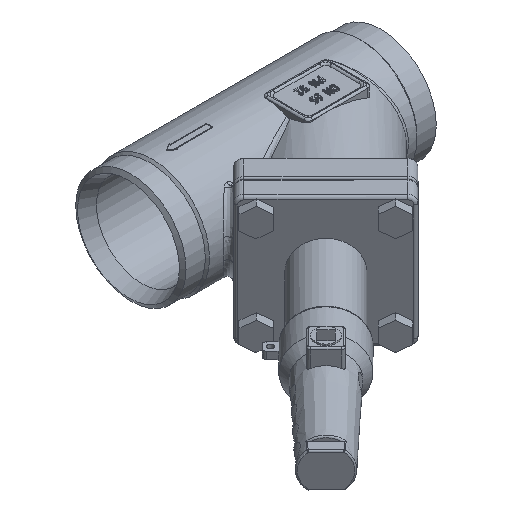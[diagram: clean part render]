
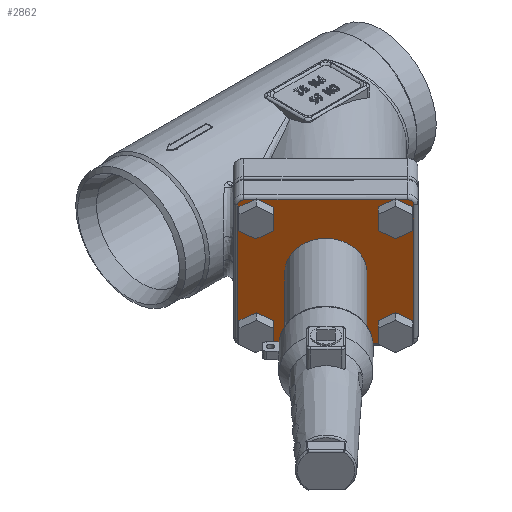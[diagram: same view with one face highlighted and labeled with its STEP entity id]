
A CAD part, isometric view. The second image highlights one B-rep face of the part: STEP entity #2862.
In plain terms, the highlighted planar face has unit normal (-0.707, -0.708, 0).
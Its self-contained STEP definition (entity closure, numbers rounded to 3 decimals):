
#1597=CARTESIAN_POINT('',(-39.606,-87.756,-20.));
#1598=VERTEX_POINT('',#1597);
#1608=CARTESIAN_POINT('',(-39.606,-87.756,0.));
#1609=DIRECTION('',(-0.707,-0.708,-0.));
#1610=DIRECTION('',(0.,0.,-1.));
#1611=AXIS2_PLACEMENT_3D('',#1608,#1609,#1610);
#1612=CIRCLE('',#1611,20.);
#1613=EDGE_CURVE('',#1598,#1598,#1612,.T.);
#1624=CARTESIAN_POINT('',(-15.544,-111.777,-27.));
#1625=VERTEX_POINT('',#1624);
#1634=CARTESIAN_POINT('',(-15.544,-111.777,-34.));
#1635=DIRECTION('',(0.707,0.708,-0.));
#1636=DIRECTION('',(0.,0.,1.));
#1637=AXIS2_PLACEMENT_3D('',#1634,#1635,#1636);
#1638=CIRCLE('',#1637,7.);
#1639=EDGE_CURVE('',#1625,#1625,#1638,.T.);
#1667=CARTESIAN_POINT('',(-63.668,-63.735,-27.));
#1668=VERTEX_POINT('',#1667);
#1677=CARTESIAN_POINT('',(-63.668,-63.735,-34.));
#1678=DIRECTION('',(0.707,0.708,-0.));
#1679=DIRECTION('',(0.,0.,1.));
#1680=AXIS2_PLACEMENT_3D('',#1677,#1678,#1679);
#1681=CIRCLE('',#1680,7.);
#1682=EDGE_CURVE('',#1668,#1668,#1681,.T.);
#1710=CARTESIAN_POINT('',(-63.668,-63.735,41.));
#1711=VERTEX_POINT('',#1710);
#1720=CARTESIAN_POINT('',(-63.668,-63.735,34.));
#1721=DIRECTION('',(0.707,0.708,-0.));
#1722=DIRECTION('',(0.,0.,1.));
#1723=AXIS2_PLACEMENT_3D('',#1720,#1721,#1722);
#1724=CIRCLE('',#1723,7.);
#1725=EDGE_CURVE('',#1711,#1711,#1724,.T.);
#1753=CARTESIAN_POINT('',(-15.544,-111.777,41.));
#1754=VERTEX_POINT('',#1753);
#1763=CARTESIAN_POINT('',(-15.544,-111.777,34.));
#1764=DIRECTION('',(0.707,0.708,-0.));
#1765=DIRECTION('',(0.,0.,1.));
#1766=AXIS2_PLACEMENT_3D('',#1763,#1764,#1765);
#1767=CIRCLE('',#1766,7.);
#1768=EDGE_CURVE('',#1754,#1754,#1767,.T.);
#1798=CARTESIAN_POINT('',(-70.038,-57.377,-40.));
#1799=VERTEX_POINT('',#1798);
#1807=CARTESIAN_POINT('',(-70.038,-57.377,40.));
#1808=VERTEX_POINT('',#1807);
#1809=CARTESIAN_POINT('',(-70.038,-57.377,40.));
#1810=DIRECTION('',(0.,0.,-1.));
#1811=VECTOR('',#1810,80.);
#1812=LINE('',#1809,#1811);
#1813=EDGE_CURVE('',#1808,#1799,#1812,.T.);
#1839=CARTESIAN_POINT('',(-67.915,-59.496,43.));
#1840=VERTEX_POINT('',#1839);
#1858=CARTESIAN_POINT('',(-67.915,-59.496,43.));
#1859=CARTESIAN_POINT('',(-70.038,-57.377,43.));
#1860=CARTESIAN_POINT('',(-70.038,-57.377,40.));
#1861=(BOUNDED_CURVE()
B_SPLINE_CURVE(2,(#1858,#1859,#1860),.UNSPECIFIED.,.F.,.F.)
B_SPLINE_CURVE_WITH_KNOTS((3,3),(0.,90.),.UNSPECIFIED.)
CURVE()
GEOMETRIC_REPRESENTATION_ITEM()
RATIONAL_B_SPLINE_CURVE((1.,0.707,1.))
REPRESENTATION_ITEM(''));
#1862=EDGE_CURVE('',#1840,#1808,#1861,.T.);
#1875=CARTESIAN_POINT('',(-67.915,-59.496,-43.));
#1876=VERTEX_POINT('',#1875);
#1884=CARTESIAN_POINT('',(-70.038,-57.377,-40.));
#1885=CARTESIAN_POINT('',(-70.038,-57.377,-43.));
#1886=CARTESIAN_POINT('',(-67.915,-59.496,-43.));
#1887=(BOUNDED_CURVE()
B_SPLINE_CURVE(2,(#1884,#1885,#1886),.UNSPECIFIED.,.F.,.F.)
B_SPLINE_CURVE_WITH_KNOTS((3,3),(90.,180.),.UNSPECIFIED.)
CURVE()
GEOMETRIC_REPRESENTATION_ITEM()
RATIONAL_B_SPLINE_CURVE((1.,0.707,1.))
REPRESENTATION_ITEM(''));
#1888=EDGE_CURVE('',#1799,#1876,#1887,.T.);
#1907=CARTESIAN_POINT('',(-11.298,-116.016,43.));
#1908=VERTEX_POINT('',#1907);
#1925=CARTESIAN_POINT('',(-11.298,-116.016,43.));
#1926=DIRECTION('',(-0.708,0.707,-0.));
#1927=VECTOR('',#1926,80.);
#1928=LINE('',#1925,#1927);
#1929=EDGE_CURVE('',#1908,#1840,#1928,.T.);
#1940=CARTESIAN_POINT('',(-9.175,-118.136,40.));
#1941=VERTEX_POINT('',#1940);
#1959=CARTESIAN_POINT('',(-9.175,-118.136,40.));
#1960=CARTESIAN_POINT('',(-9.175,-118.136,43.));
#1961=CARTESIAN_POINT('',(-11.298,-116.016,43.));
#1962=(BOUNDED_CURVE()
B_SPLINE_CURVE(2,(#1959,#1960,#1961),.UNSPECIFIED.,.F.,.F.)
B_SPLINE_CURVE_WITH_KNOTS((3,3),(270.,360.),.UNSPECIFIED.)
CURVE()
GEOMETRIC_REPRESENTATION_ITEM()
RATIONAL_B_SPLINE_CURVE((1.,0.707,1.))
REPRESENTATION_ITEM(''));
#1963=EDGE_CURVE('',#1941,#1908,#1962,.T.);
#1976=CARTESIAN_POINT('',(-11.298,-116.016,-43.));
#1977=VERTEX_POINT('',#1976);
#1985=CARTESIAN_POINT('',(-67.915,-59.496,-43.));
#1986=DIRECTION('',(0.708,-0.707,0.));
#1987=VECTOR('',#1986,80.);
#1988=LINE('',#1985,#1987);
#1989=EDGE_CURVE('',#1876,#1977,#1988,.T.);
#2007=CARTESIAN_POINT('',(-9.175,-118.136,-40.));
#2008=VERTEX_POINT('',#2007);
#2025=CARTESIAN_POINT('',(-9.175,-118.136,-40.));
#2026=DIRECTION('',(-0.,-0.,1.));
#2027=VECTOR('',#2026,80.);
#2028=LINE('',#2025,#2027);
#2029=EDGE_CURVE('',#2008,#1941,#2028,.T.);
#2049=CARTESIAN_POINT('',(-11.298,-116.016,-43.));
#2050=CARTESIAN_POINT('',(-9.175,-118.136,-43.));
#2051=CARTESIAN_POINT('',(-9.175,-118.136,-40.));
#2052=(BOUNDED_CURVE()
B_SPLINE_CURVE(2,(#2049,#2050,#2051),.UNSPECIFIED.,.F.,.F.)
B_SPLINE_CURVE_WITH_KNOTS((3,3),(180.,270.),.UNSPECIFIED.)
CURVE()
GEOMETRIC_REPRESENTATION_ITEM()
RATIONAL_B_SPLINE_CURVE((1.,0.707,1.))
REPRESENTATION_ITEM(''));
#2053=EDGE_CURVE('',#1977,#2008,#2052,.T.);
#2832=CARTESIAN_POINT('',(-39.606,-87.756,0.));
#2833=DIRECTION('',(-0.707,-0.708,0.));
#2834=DIRECTION('',(0.,0.,-1.));
#2835=AXIS2_PLACEMENT_3D('',#2832,#2833,#2834);
#2836=PLANE('',#2835);
#2837=ORIENTED_EDGE('',*,*,#1613,.F.);
#2838=EDGE_LOOP('',(#2837));
#2839=FACE_BOUND('',#2838,.T.);
#2840=ORIENTED_EDGE('',*,*,#1768,.T.);
#2841=EDGE_LOOP('',(#2840));
#2842=FACE_BOUND('',#2841,.T.);
#2843=ORIENTED_EDGE('',*,*,#1725,.T.);
#2844=EDGE_LOOP('',(#2843));
#2845=FACE_BOUND('',#2844,.T.);
#2846=ORIENTED_EDGE('',*,*,#1682,.T.);
#2847=EDGE_LOOP('',(#2846));
#2848=FACE_BOUND('',#2847,.T.);
#2849=ORIENTED_EDGE('',*,*,#1639,.T.);
#2850=EDGE_LOOP('',(#2849));
#2851=FACE_BOUND('',#2850,.T.);
#2852=ORIENTED_EDGE('',*,*,#1862,.T.);
#2853=ORIENTED_EDGE('',*,*,#1813,.T.);
#2854=ORIENTED_EDGE('',*,*,#1888,.T.);
#2855=ORIENTED_EDGE('',*,*,#1989,.T.);
#2856=ORIENTED_EDGE('',*,*,#2053,.T.);
#2857=ORIENTED_EDGE('',*,*,#2029,.T.);
#2858=ORIENTED_EDGE('',*,*,#1963,.T.);
#2859=ORIENTED_EDGE('',*,*,#1929,.T.);
#2860=EDGE_LOOP('',(#2852,#2853,#2854,#2855,#2856,#2857,#2858,#2859));
#2861=FACE_BOUND('',#2860,.T.);
#2862=ADVANCED_FACE('',(#2839,#2842,#2845,#2848,#2851,#2861),#2836,.T.);
